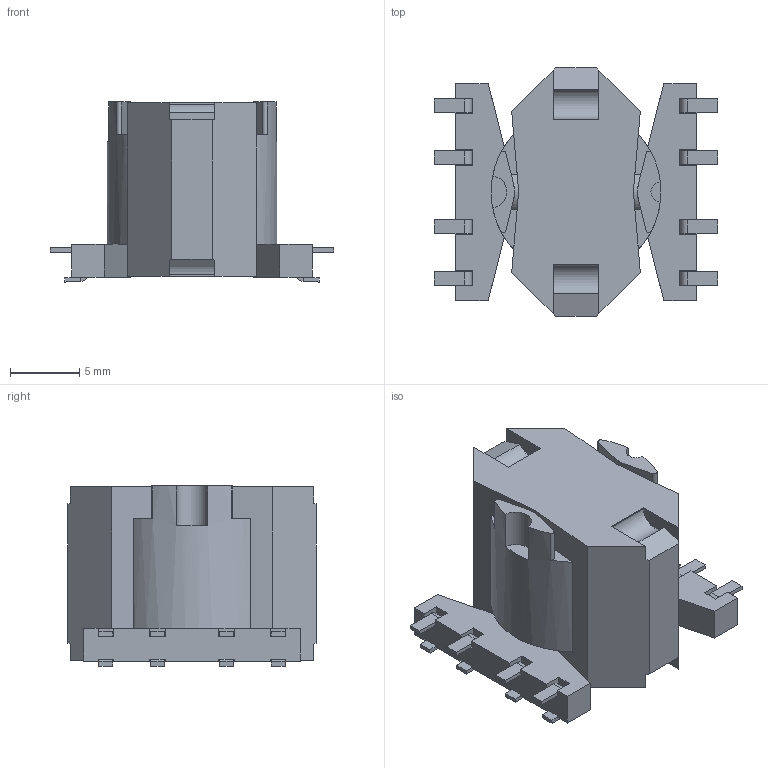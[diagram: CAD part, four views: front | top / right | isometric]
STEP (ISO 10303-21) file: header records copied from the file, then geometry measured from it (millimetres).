
FILE_DESCRIPTION(/* description */ ('Unknown'),/* implementation_level */ '2;1');
FILE_NAME(/* name */ 'T_Wurth_WE-PoE-RM6',/* time_stamp */ '2025-10-22T10:52:57+08:00',/* author */ ('Unknown'),/* organization */ ('Unknown'),/* preprocessor_version */ 'ST-DEVELOPER v19.4',/* originating_system */ 'Solid Edge',/* authorisation */ 'Unknown');
FILE_SCHEMA (('AUTOMOTIVE_DESIGN {1 0 10303 214 3 1 1}'));
Length unit declared in the file: millimetre
Products named in the file (2): T_Wurth_WE-PoE-RM6
Assembly tree (1 placements, depth 2):
  T_Wurth_WE-PoE-RM6
    T_Wurth_WE-PoE-RM6
Bounding box: 20.5 x 18 x 13.05 mm (x, y, z)
Volume: 2160.2 mm3; surface area: 2459.3 mm2
Topology: 2 solids, 2 shells, 325 faces, 904 edges, 561 vertices
Faces by surface type: plane 250, cylinder 75
Full cylindrical faces by diameter (mm): 12.3 x1
Entity records: 12343 total; most frequent: CARTESIAN_POINT 2011, ORIENTED_EDGE 1816, DIRECTION 1647, EDGE_CURVE 908, LINE 711, VECTOR 711, VERTEX_POINT 566, AXIS2_PLACEMENT_3D 468
